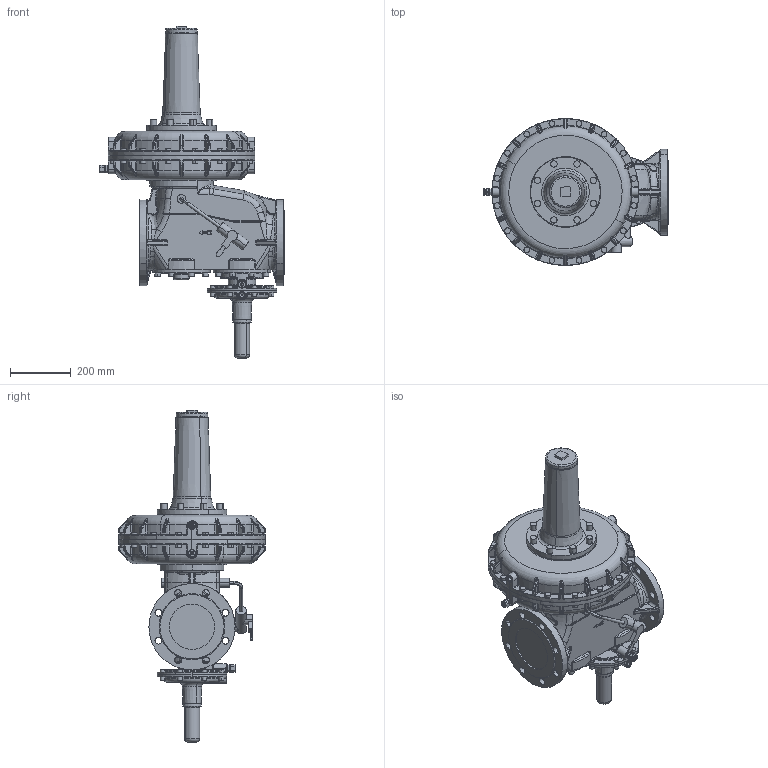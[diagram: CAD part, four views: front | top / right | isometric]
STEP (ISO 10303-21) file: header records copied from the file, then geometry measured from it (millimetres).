
FILE_DESCRIPTION(('CATIA V5 STEP'),'2;1');
FILE_NAME('RS 250 DN 150-485-links.stp','2014-03-28T09:23:24+00:00',('none'),('none'),'CATIA Version 5 Release 19 SP 9 (IN-10)','CATIA V5 STEP AP203 Edition 2','none');
FILE_SCHEMA(('AP203_CONFIGURATION_CONTROLLED_3D_DESIGN_OF_MECHANICAL_PARTS_AND_ASSEMBLIES_MIM_LF { 1 0 10303 403 2 1 2}'));
Products named in the file (1): Product1_AllCATPart
Bounding box: 610.3 x 485 x 1097 mm (x, y, z)
Volume: 55482720.5 mm3; surface area: 1604961.2 mm2
Topology: 1 solids, 33 shells, 2520 faces, 6085 edges, 3538 vertices
Faces by surface type: cylinder 948, bspline 545, torus 445, plane 404, cone 128, revolution 32, sphere 14, extrusion 4
Entity records: 125170 total; most frequent: CARTESIAN_POINT 75520, ORIENTED_EDGE 11780, DIRECTION 6882, EDGE_CURVE 5890, AXIS2_PLACEMENT_3D 3770, VERTEX_POINT 3538, EDGE_LOOP 2666, ADVANCED_FACE 2520
